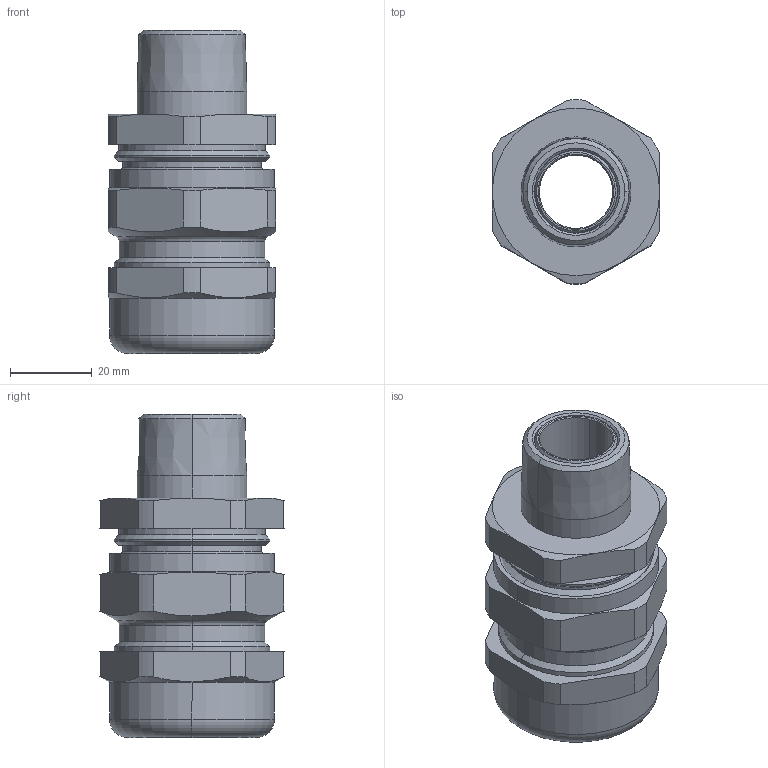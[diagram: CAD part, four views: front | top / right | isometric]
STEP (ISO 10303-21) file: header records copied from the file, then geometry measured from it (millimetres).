
FILE_DESCRIPTION (( 'STEP AP203' ), '1' );
FILE_NAME ('TMCX075NB.STEP', '2017-03-27T09:53:54', ( '' ), ( '' ), 'SwSTEP 2.0', 'SolidWorks 2014', '' );
FILE_SCHEMA (( 'CONFIG_CONTROL_DESIGN' ));
Length unit declared in the file: millimetre
Products named in the file (1): TMCX075NB
Bounding box: 41 x 45.08 x 79.1 mm (x, y, z)
Surface area: 19347.3 mm2 (no closed solid volume)
Topology: 0 solids, 7 shells, 117 faces, 284 edges, 176 vertices
Faces by surface type: cylinder 46, cone 40, plane 27, torus 4
Entity records: 3671 total; most frequent: CARTESIAN_POINT 826, DIRECTION 622, ORIENTED_EDGE 540, EDGE_CURVE 284, AXIS2_PLACEMENT_3D 256, VERTEX_POINT 176, CIRCLE 138, EDGE_LOOP 126
